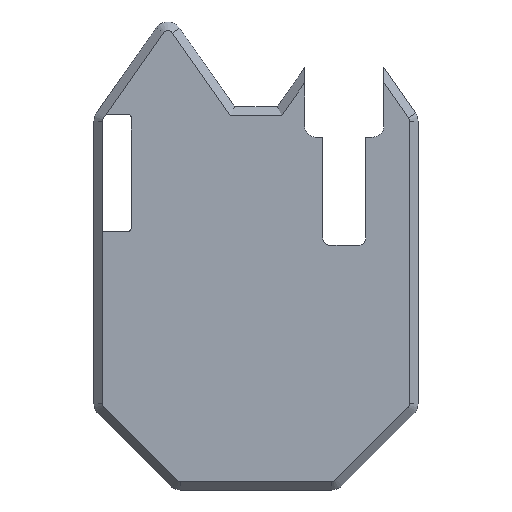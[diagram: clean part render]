
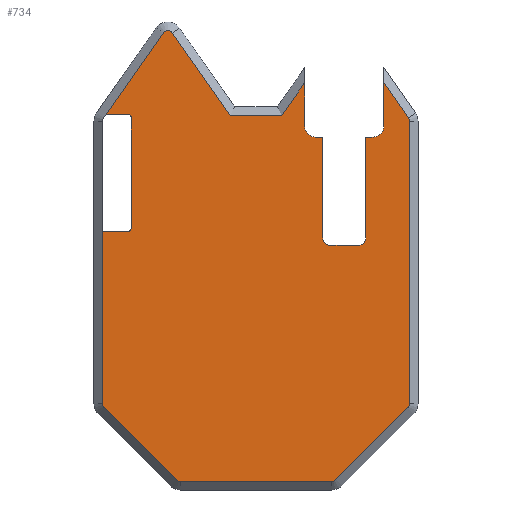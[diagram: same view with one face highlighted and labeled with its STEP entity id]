
A CAD part, top view. The second image highlights one B-rep face of the part: STEP entity #734.
In plain terms, the highlighted planar face has unit normal (0, 0, 1).
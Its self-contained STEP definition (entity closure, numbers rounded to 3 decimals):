
#129 = VERTEX_POINT('',#130);
#130 = CARTESIAN_POINT('',(21.3,19.623,3.));
#138 = VERTEX_POINT('',#139);
#139 = CARTESIAN_POINT('',(21.3,-19.623,3.));
#145 = EDGE_CURVE('',#129,#138,#146,.T.);
#146 = LINE('',#147,#148);
#147 = CARTESIAN_POINT('',(21.3,19.623,3.));
#148 = VECTOR('',#149,1.);
#149 = DIRECTION('',(0.,-1.,0.));
#690 = VERTEX_POINT('',#691);
#691 = CARTESIAN_POINT('',(21.155,20.082,3.));
#699 = EDGE_CURVE('',#690,#129,#700,.T.);
#700 = CIRCLE('',#701,0.8);
#701 = AXIS2_PLACEMENT_3D('',#702,#703,#704);
#702 = CARTESIAN_POINT('',(20.5,19.623,3.));
#703 = DIRECTION('',(0.,0.,-1.));
#704 = DIRECTION('',(0.819,0.574,0.));
#734 = ADVANCED_FACE('',(#735),#988,.T.);
#735 = FACE_BOUND('',#736,.T.);
#736 = EDGE_LOOP('',(#737,#747,#755,#763,#772,#780,#788,#797,#805,#814,
    #822,#830,#839,#847,#856,#864,#873,#881,#888,#889,#890,#898,#906,
    #915,#923,#931,#940,#948,#957,#965,#973,#982));
#737 = ORIENTED_EDGE('',*,*,#738,.F.);
#738 = EDGE_CURVE('',#739,#741,#743,.T.);
#739 = VERTEX_POINT('',#740);
#740 = CARTESIAN_POINT('',(3.584,20.423,3.));
#741 = VERTEX_POINT('',#742);
#742 = CARTESIAN_POINT('',(6.75,24.945,3.));
#743 = LINE('',#744,#745);
#744 = CARTESIAN_POINT('',(3.942,20.935,3.));
#745 = VECTOR('',#746,1.);
#746 = DIRECTION('',(0.574,0.819,0.));
#747 = ORIENTED_EDGE('',*,*,#748,.F.);
#748 = EDGE_CURVE('',#749,#739,#751,.T.);
#749 = VERTEX_POINT('',#750);
#750 = CARTESIAN_POINT('',(-3.584,20.423,3.));
#751 = LINE('',#752,#753);
#752 = CARTESIAN_POINT('',(-2.959,20.423,3.));
#753 = VECTOR('',#754,1.);
#754 = DIRECTION('',(1.,0.,0.));
#755 = ORIENTED_EDGE('',*,*,#756,.F.);
#756 = EDGE_CURVE('',#757,#749,#759,.T.);
#757 = VERTEX_POINT('',#758);
#758 = CARTESIAN_POINT('',(-11.595,31.864,3.));
#759 = LINE('',#760,#761);
#760 = CARTESIAN_POINT('',(-11.595,31.864,3.));
#761 = VECTOR('',#762,1.);
#762 = DIRECTION('',(0.574,-0.819,0.));
#763 = ORIENTED_EDGE('',*,*,#764,.F.);
#764 = EDGE_CURVE('',#765,#757,#767,.T.);
#765 = VERTEX_POINT('',#766);
#766 = CARTESIAN_POINT('',(-12.905,31.864,3.));
#767 = CIRCLE('',#768,0.8);
#768 = AXIS2_PLACEMENT_3D('',#769,#770,#771);
#769 = CARTESIAN_POINT('',(-12.25,31.405,3.));
#770 = DIRECTION('',(0.,0.,-1.));
#771 = DIRECTION('',(-0.819,0.574,0.));
#772 = ORIENTED_EDGE('',*,*,#773,.F.);
#773 = EDGE_CURVE('',#774,#765,#776,.T.);
#774 = VERTEX_POINT('',#775);
#775 = CARTESIAN_POINT('',(-20.81,20.575,3.));
#776 = LINE('',#777,#778);
#777 = CARTESIAN_POINT('',(-21.155,20.082,3.));
#778 = VECTOR('',#779,1.);
#779 = DIRECTION('',(0.574,0.819,0.));
#780 = ORIENTED_EDGE('',*,*,#781,.T.);
#781 = EDGE_CURVE('',#774,#782,#784,.T.);
#782 = VERTEX_POINT('',#783);
#783 = CARTESIAN_POINT('',(-17.8,20.575,3.));
#784 = LINE('',#785,#786);
#785 = CARTESIAN_POINT('',(-20.81,20.575,3.));
#786 = VECTOR('',#787,1.);
#787 = DIRECTION('',(1.,0.,0.));
#788 = ORIENTED_EDGE('',*,*,#789,.F.);
#789 = EDGE_CURVE('',#790,#782,#792,.T.);
#790 = VERTEX_POINT('',#791);
#791 = CARTESIAN_POINT('',(-17.3,20.075,3.));
#792 = CIRCLE('',#793,0.5);
#793 = AXIS2_PLACEMENT_3D('',#794,#795,#796);
#794 = CARTESIAN_POINT('',(-17.8,20.075,3.));
#795 = DIRECTION('',(0.,0.,1.));
#796 = DIRECTION('',(1.,0.,0.));
#797 = ORIENTED_EDGE('',*,*,#798,.T.);
#798 = EDGE_CURVE('',#790,#799,#801,.T.);
#799 = VERTEX_POINT('',#800);
#800 = CARTESIAN_POINT('',(-17.3,4.825,3.));
#801 = LINE('',#802,#803);
#802 = CARTESIAN_POINT('',(-17.3,20.075,3.));
#803 = VECTOR('',#804,1.);
#804 = DIRECTION('',(0.,-1.,0.));
#805 = ORIENTED_EDGE('',*,*,#806,.F.);
#806 = EDGE_CURVE('',#807,#799,#809,.T.);
#807 = VERTEX_POINT('',#808);
#808 = CARTESIAN_POINT('',(-17.8,4.325,3.));
#809 = CIRCLE('',#810,0.5);
#810 = AXIS2_PLACEMENT_3D('',#811,#812,#813);
#811 = CARTESIAN_POINT('',(-17.8,4.825,3.));
#812 = DIRECTION('',(0.,0.,1.));
#813 = DIRECTION('',(1.,0.,0.));
#814 = ORIENTED_EDGE('',*,*,#815,.T.);
#815 = EDGE_CURVE('',#807,#816,#818,.T.);
#816 = VERTEX_POINT('',#817);
#817 = CARTESIAN_POINT('',(-21.3,4.325,3.));
#818 = LINE('',#819,#820);
#819 = CARTESIAN_POINT('',(-17.8,4.325,3.));
#820 = VECTOR('',#821,1.);
#821 = DIRECTION('',(-1.,0.,0.));
#822 = ORIENTED_EDGE('',*,*,#823,.F.);
#823 = EDGE_CURVE('',#824,#816,#826,.T.);
#824 = VERTEX_POINT('',#825);
#825 = CARTESIAN_POINT('',(-21.3,-19.623,3.));
#826 = LINE('',#827,#828);
#827 = CARTESIAN_POINT('',(-21.3,-19.623,3.));
#828 = VECTOR('',#829,1.);
#829 = DIRECTION('',(0.,1.,0.));
#830 = ORIENTED_EDGE('',*,*,#831,.F.);
#831 = EDGE_CURVE('',#832,#824,#834,.T.);
#832 = VERTEX_POINT('',#833);
#833 = CARTESIAN_POINT('',(-21.065,-20.19,3.));
#834 = CIRCLE('',#835,0.8);
#835 = AXIS2_PLACEMENT_3D('',#836,#837,#838);
#836 = CARTESIAN_POINT('',(-20.5,-19.623,3.));
#837 = DIRECTION('',(-0.,0.,-1.));
#838 = DIRECTION('',(-0.706,-0.708,0.));
#839 = ORIENTED_EDGE('',*,*,#840,.F.);
#840 = EDGE_CURVE('',#841,#832,#843,.T.);
#841 = VERTEX_POINT('',#842);
#842 = CARTESIAN_POINT('',(-11.065,-30.161,3.));
#843 = LINE('',#844,#845);
#844 = CARTESIAN_POINT('',(-11.065,-30.161,3.));
#845 = VECTOR('',#846,1.);
#846 = DIRECTION('',(-0.708,0.706,0.));
#847 = ORIENTED_EDGE('',*,*,#848,.F.);
#848 = EDGE_CURVE('',#849,#841,#851,.T.);
#849 = VERTEX_POINT('',#850);
#850 = CARTESIAN_POINT('',(-10.5,-30.395,3.));
#851 = CIRCLE('',#852,0.8);
#852 = AXIS2_PLACEMENT_3D('',#853,#854,#855);
#853 = CARTESIAN_POINT('',(-10.5,-29.595,3.));
#854 = DIRECTION('',(-0.,-0.,-1.));
#855 = DIRECTION('',(0.,-1.,0.));
#856 = ORIENTED_EDGE('',*,*,#857,.F.);
#857 = EDGE_CURVE('',#858,#849,#860,.T.);
#858 = VERTEX_POINT('',#859);
#859 = CARTESIAN_POINT('',(10.5,-30.395,3.));
#860 = LINE('',#861,#862);
#861 = CARTESIAN_POINT('',(10.5,-30.395,3.));
#862 = VECTOR('',#863,1.);
#863 = DIRECTION('',(-1.,0.,0.));
#864 = ORIENTED_EDGE('',*,*,#865,.F.);
#865 = EDGE_CURVE('',#866,#858,#868,.T.);
#866 = VERTEX_POINT('',#867);
#867 = CARTESIAN_POINT('',(11.065,-30.161,3.));
#868 = CIRCLE('',#869,0.8);
#869 = AXIS2_PLACEMENT_3D('',#870,#871,#872);
#870 = CARTESIAN_POINT('',(10.5,-29.595,3.));
#871 = DIRECTION('',(0.,-0.,-1.));
#872 = DIRECTION('',(0.706,-0.708,0.));
#873 = ORIENTED_EDGE('',*,*,#874,.F.);
#874 = EDGE_CURVE('',#875,#866,#877,.T.);
#875 = VERTEX_POINT('',#876);
#876 = CARTESIAN_POINT('',(21.065,-20.19,3.));
#877 = LINE('',#878,#879);
#878 = CARTESIAN_POINT('',(21.065,-20.19,3.));
#879 = VECTOR('',#880,1.);
#880 = DIRECTION('',(-0.708,-0.706,-0.));
#881 = ORIENTED_EDGE('',*,*,#882,.F.);
#882 = EDGE_CURVE('',#138,#875,#883,.T.);
#883 = CIRCLE('',#884,0.8);
#884 = AXIS2_PLACEMENT_3D('',#885,#886,#887);
#885 = CARTESIAN_POINT('',(20.5,-19.623,3.));
#886 = DIRECTION('',(0.,0.,-1.));
#887 = DIRECTION('',(1.,0.,0.));
#888 = ORIENTED_EDGE('',*,*,#145,.F.);
#889 = ORIENTED_EDGE('',*,*,#699,.F.);
#890 = ORIENTED_EDGE('',*,*,#891,.F.);
#891 = EDGE_CURVE('',#892,#690,#894,.T.);
#892 = VERTEX_POINT('',#893);
#893 = CARTESIAN_POINT('',(17.75,24.945,3.));
#894 = LINE('',#895,#896);
#895 = CARTESIAN_POINT('',(12.905,31.864,3.));
#896 = VECTOR('',#897,1.);
#897 = DIRECTION('',(0.574,-0.819,0.));
#898 = ORIENTED_EDGE('',*,*,#899,.T.);
#899 = EDGE_CURVE('',#892,#900,#902,.T.);
#900 = VERTEX_POINT('',#901);
#901 = CARTESIAN_POINT('',(17.75,18.905,3.));
#902 = LINE('',#903,#904);
#903 = CARTESIAN_POINT('',(17.75,33.405,3.));
#904 = VECTOR('',#905,1.);
#905 = DIRECTION('',(0.,-1.,0.));
#906 = ORIENTED_EDGE('',*,*,#907,.F.);
#907 = EDGE_CURVE('',#908,#900,#910,.T.);
#908 = VERTEX_POINT('',#909);
#909 = CARTESIAN_POINT('',(16.25,17.405,3.));
#910 = CIRCLE('',#911,1.5);
#911 = AXIS2_PLACEMENT_3D('',#912,#913,#914);
#912 = CARTESIAN_POINT('',(16.25,18.905,3.));
#913 = DIRECTION('',(0.,0.,1.));
#914 = DIRECTION('',(1.,0.,0.));
#915 = ORIENTED_EDGE('',*,*,#916,.T.);
#916 = EDGE_CURVE('',#908,#917,#919,.T.);
#917 = VERTEX_POINT('',#918);
#918 = CARTESIAN_POINT('',(15.25,17.405,3.));
#919 = LINE('',#920,#921);
#920 = CARTESIAN_POINT('',(16.25,17.405,3.));
#921 = VECTOR('',#922,1.);
#922 = DIRECTION('',(-1.,0.,0.));
#923 = ORIENTED_EDGE('',*,*,#924,.T.);
#924 = EDGE_CURVE('',#917,#925,#927,.T.);
#925 = VERTEX_POINT('',#926);
#926 = CARTESIAN_POINT('',(15.25,3.405,3.));
#927 = LINE('',#928,#929);
#928 = CARTESIAN_POINT('',(15.25,2.569,3.));
#929 = VECTOR('',#930,1.);
#930 = DIRECTION('',(0.,-1.,0.));
#931 = ORIENTED_EDGE('',*,*,#932,.T.);
#932 = EDGE_CURVE('',#925,#933,#935,.T.);
#933 = VERTEX_POINT('',#934);
#934 = CARTESIAN_POINT('',(14.25,2.405,3.));
#935 = CIRCLE('',#936,1.);
#936 = AXIS2_PLACEMENT_3D('',#937,#938,#939);
#937 = CARTESIAN_POINT('',(14.25,3.405,3.));
#938 = DIRECTION('',(0.,0.,-1.));
#939 = DIRECTION('',(1.,0.,0.));
#940 = ORIENTED_EDGE('',*,*,#941,.T.);
#941 = EDGE_CURVE('',#933,#942,#944,.T.);
#942 = VERTEX_POINT('',#943);
#943 = CARTESIAN_POINT('',(10.25,2.405,3.));
#944 = LINE('',#945,#946);
#945 = CARTESIAN_POINT('',(5.125,2.405,3.));
#946 = VECTOR('',#947,1.);
#947 = DIRECTION('',(-1.,0.,0.));
#948 = ORIENTED_EDGE('',*,*,#949,.T.);
#949 = EDGE_CURVE('',#942,#950,#952,.T.);
#950 = VERTEX_POINT('',#951);
#951 = CARTESIAN_POINT('',(9.25,3.405,3.));
#952 = CIRCLE('',#953,1.);
#953 = AXIS2_PLACEMENT_3D('',#954,#955,#956);
#954 = CARTESIAN_POINT('',(10.25,3.405,3.));
#955 = DIRECTION('',(0.,0.,-1.));
#956 = DIRECTION('',(1.,0.,0.));
#957 = ORIENTED_EDGE('',*,*,#958,.T.);
#958 = EDGE_CURVE('',#950,#959,#961,.T.);
#959 = VERTEX_POINT('',#960);
#960 = CARTESIAN_POINT('',(9.25,17.405,3.));
#961 = LINE('',#962,#963);
#962 = CARTESIAN_POINT('',(9.25,9.569,3.));
#963 = VECTOR('',#964,1.);
#964 = DIRECTION('',(0.,1.,0.));
#965 = ORIENTED_EDGE('',*,*,#966,.T.);
#966 = EDGE_CURVE('',#959,#967,#969,.T.);
#967 = VERTEX_POINT('',#968);
#968 = CARTESIAN_POINT('',(8.25,17.405,3.));
#969 = LINE('',#970,#971);
#970 = CARTESIAN_POINT('',(16.25,17.405,3.));
#971 = VECTOR('',#972,1.);
#972 = DIRECTION('',(-1.,0.,0.));
#973 = ORIENTED_EDGE('',*,*,#974,.F.);
#974 = EDGE_CURVE('',#975,#967,#977,.T.);
#975 = VERTEX_POINT('',#976);
#976 = CARTESIAN_POINT('',(6.75,18.905,3.));
#977 = CIRCLE('',#978,1.5);
#978 = AXIS2_PLACEMENT_3D('',#979,#980,#981);
#979 = CARTESIAN_POINT('',(8.25,18.905,3.));
#980 = DIRECTION('',(0.,0.,1.));
#981 = DIRECTION('',(1.,0.,0.));
#982 = ORIENTED_EDGE('',*,*,#983,.T.);
#983 = EDGE_CURVE('',#975,#741,#984,.T.);
#984 = LINE('',#985,#986);
#985 = CARTESIAN_POINT('',(6.75,18.905,3.));
#986 = VECTOR('',#987,1.);
#987 = DIRECTION('',(0.,1.,0.));
#988 = PLANE('',#989);
#989 = AXIS2_PLACEMENT_3D('',#990,#991,#992);
#990 = CARTESIAN_POINT('',(0.,1.733,3.));
#991 = DIRECTION('',(0.,0.,1.));
#992 = DIRECTION('',(1.,0.,0.));
